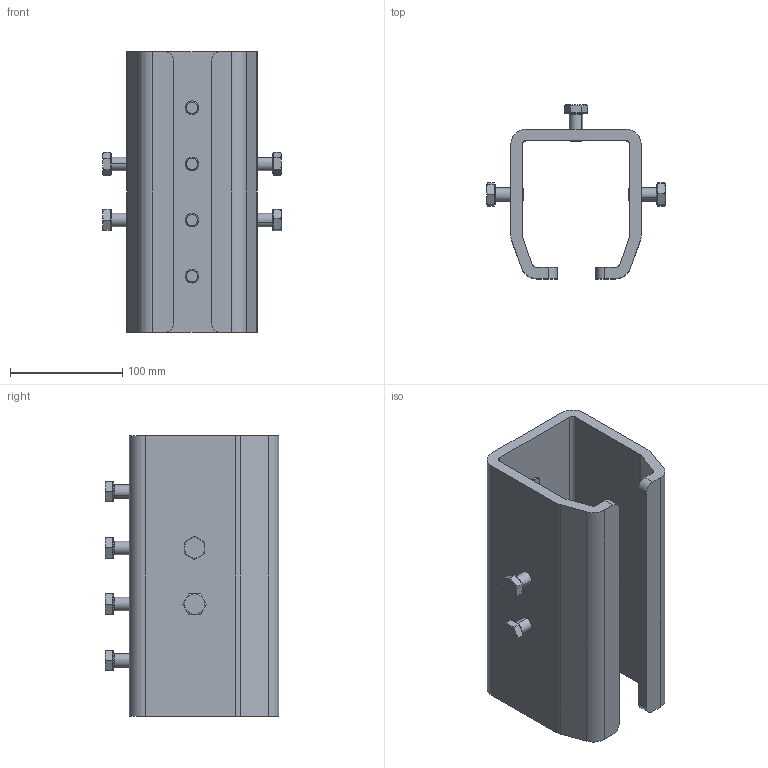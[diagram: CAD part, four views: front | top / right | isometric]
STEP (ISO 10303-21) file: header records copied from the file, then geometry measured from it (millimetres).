
FILE_DESCRIPTION (( 'STEP AP203' ), '1' );
FILE_NAME ('27.B49.STEP', '2016-08-26T06:07:52', ( '' ), ( '' ), 'SwSTEP 2.0', 'SolidWorks 2015', '' );
FILE_SCHEMA (( 'CONFIG_CONTROL_DESIGN' ));
Length unit declared in the file: millimetre
Products named in the file (1): 27.B49
Bounding box: 159 x 154.5 x 250 mm (x, y, z)
Volume: 1014267.2 mm3; surface area: 226156.6 mm2
Topology: 9 solids, 9 shells, 282 faces, 624 edges, 368 vertices
Faces by surface type: plane 138, cylinder 64, cone 64, torus 16
Entity records: 8149 total; most frequent: CARTESIAN_POINT 1851, DIRECTION 1350, ORIENTED_EDGE 1248, EDGE_CURVE 624, AXIS2_PLACEMENT_3D 539, VERTEX_POINT 368, EDGE_LOOP 306, ADVANCED_FACE 282
